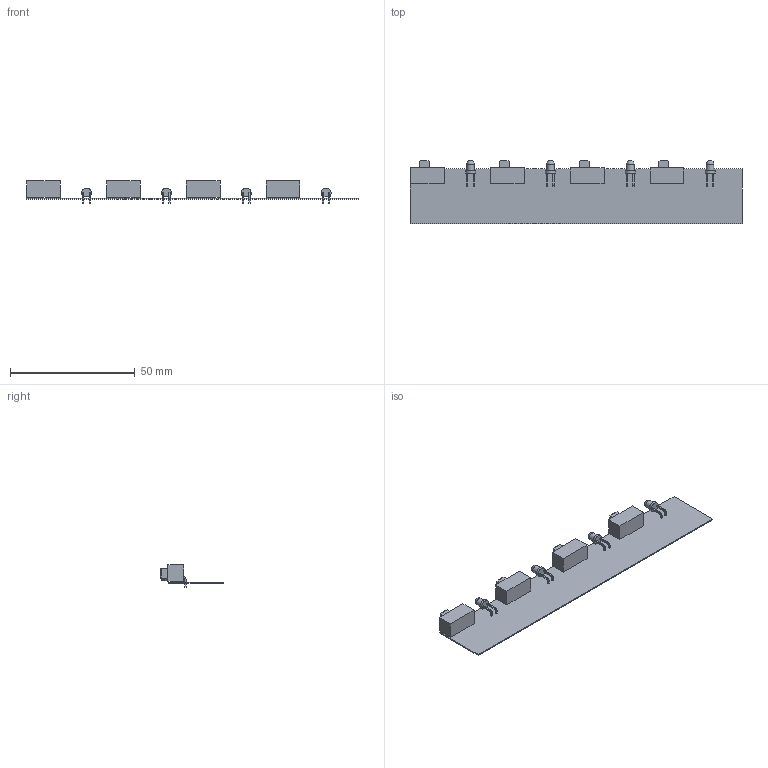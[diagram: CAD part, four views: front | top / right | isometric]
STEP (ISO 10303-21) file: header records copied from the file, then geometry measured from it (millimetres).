
FILE_DESCRIPTION(('Open CASCADE Model'),'2;1');
FILE_NAME('Open CASCADE Shape Model','2025-02-10T17:13:36',('Author'),( 'Open CASCADE'),'Open CASCADE STEP processor 7.5','Open CASCADE 7.5' ,'Unknown');
FILE_SCHEMA(('AUTOMOTIVE_DESIGN { 1 0 10303 214 1 1 1 1 }'));
Length unit declared in the file: millimetre
Products named in the file (8): PCB; Board; Open CASCADE STEP translator 7.5 5.1.1; Free-Models; SlideSwitch; L-1154GT_Angle; ť󡬼
Assembly tree (13 placements, depth 4):
  PCB
    Board
      Open CASCADE STEP translator 7.5 5.1.1
    Free-Models
      SlideSwitch  x4
      L-1154GT_Angle  x4
        ť󡬼
        ť󡬼
Bounding box: 133 x 25.3 x 8.89 mm (x, y, z)
Volume: 3752.3 mm3; surface area: 8429.9 mm2
Topology: 17 solids, 17 shells, 246 faces, 620 edges, 408 vertices
Faces by surface type: plane 218, cylinder 24, sphere 4
Full cylindrical faces by diameter (mm): 3 x4
Entity records: 2570 total; most frequent: CARTESIAN_POINT 358, DIRECTION 334, ORIENTED_EDGE 326, EDGE_CURVE 163, LINE 148, VECTOR 148, VERTEX_POINT 108, AXIS2_PLACEMENT_3D 93
